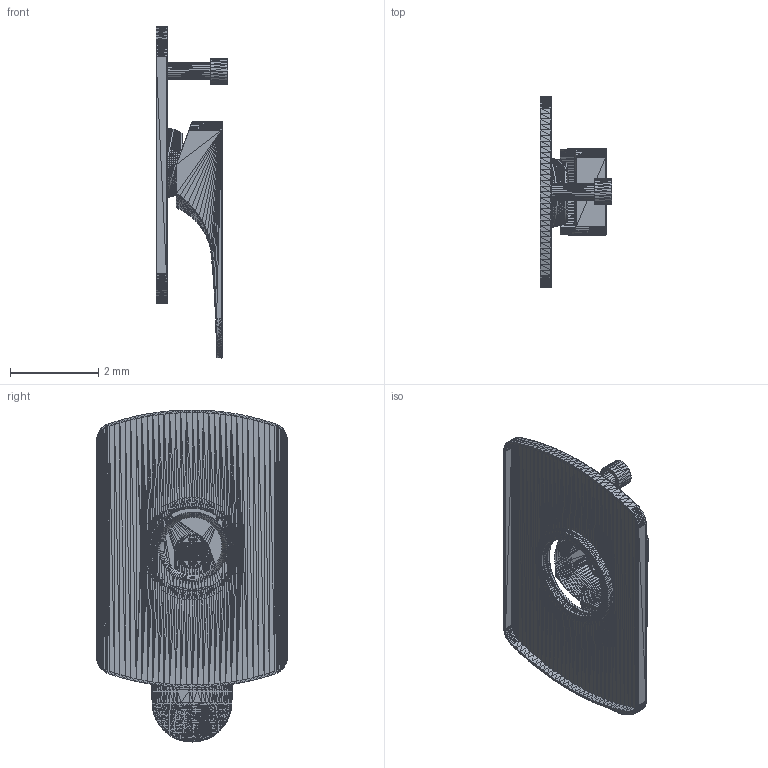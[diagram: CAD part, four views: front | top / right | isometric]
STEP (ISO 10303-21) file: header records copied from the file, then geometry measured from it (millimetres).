
FILE_DESCRIPTION((''),'2;1');
FILE_NAME('4994_31_mono-chuveiro-Palladium', '2025-07-30T15:27:19', (''), (''), 'ImageToStl.com STEP Converter','', '');
FILE_SCHEMA(('AUTOMOTIVE_DESIGN_CC2'));
Length unit declared in the file: metre
Products named in the file (12232): product0; product1; product2; product3; product4; product5; product6; product7; product8; product9; product10; product11; product12; product13; product14; product15; product16; product17; product18; product19; product20; product21; product22; product23; product24; product25; product26; product27; product28; product29; product30; product31; product32; product33; product34; product35; product36; product37; product38; product39 ...
Bounding box: 1.63 x 4.33 x 7.54 mm (x, y, z)
Surface area: 100 mm2 (no closed solid volume)
Topology: 0 solids, 21498 shells, 21498 faces, 64492 edges, 45940 vertices
Faces by surface type: plane 21498
Entity records: 674943 total; most frequent: DIRECTION 107492, ORIENTED_EDGE 64494, EDGE_CURVE 64494, LINE 64494, VECTOR 64494, CARTESIAN_POINT 45941, VERTEX_POINT 45940, AXIS2_PLACEMENT_3D 21499
